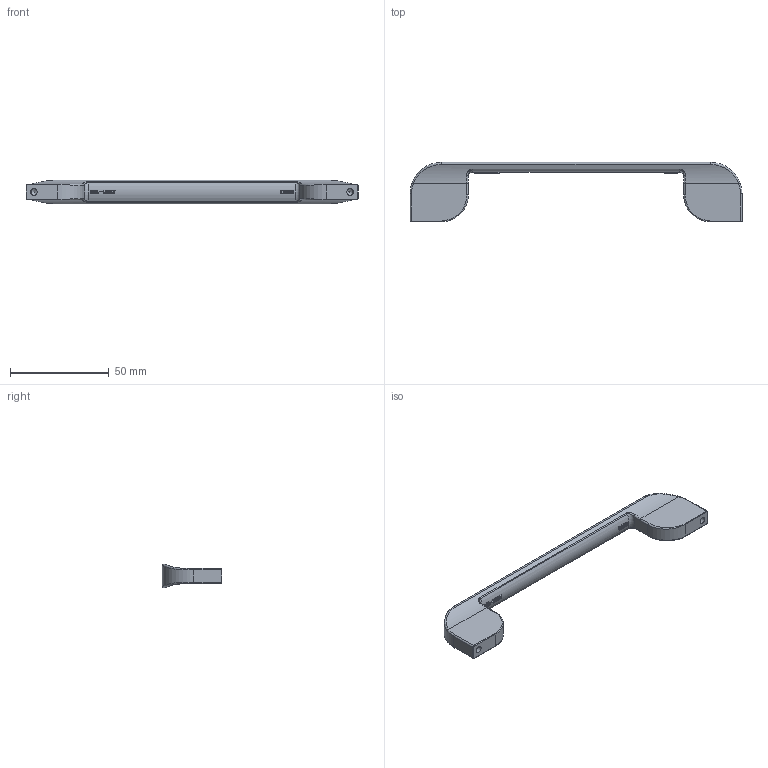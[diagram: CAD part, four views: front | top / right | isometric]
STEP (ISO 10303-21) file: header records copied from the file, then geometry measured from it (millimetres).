
FILE_DESCRIPTION(('Creo Elements/Direct Modeling STEP Export'),'2;1');
FILE_NAME('2391-168.stp','2018-05-24T11:44:43',(''),(''),'Creo Elements/Direct Modeling STEP processor for AP214 (Solid Model)','Creo Elements/Direct Modeling 20.0 12-Nov-2016 (C) Parametric Technology GmbH','');
FILE_SCHEMA(('AUTOMOTIVE_DESIGN { 1 0 10303 214 1 1 1 1 }'));
Length unit declared in the file: millimetre
Products named in the file (2): ZN-9931
Assembly tree (1 placements, depth 2):
  ZN-9931
    ZN-9931
Bounding box: 168 x 30 x 12 mm (x, y, z)
Volume: 18601.2 mm3; surface area: 8340.3 mm2
Topology: 1 solids, 1 shells, 655 faces, 1855 edges, 1220 vertices
Faces by surface type: plane 574, cylinder 51, bspline 16, torus 10, cone 4
Entity records: 25634 total; most frequent: CARTESIAN_POINT 7728, DIRECTION 4137, ORIENTED_EDGE 3702, EDGE_CURVE 1851, AXIS2_PLACEMENT_3D 1697, VERTEX_POINT 1220, ELLIPSE 888, VECTOR 743
